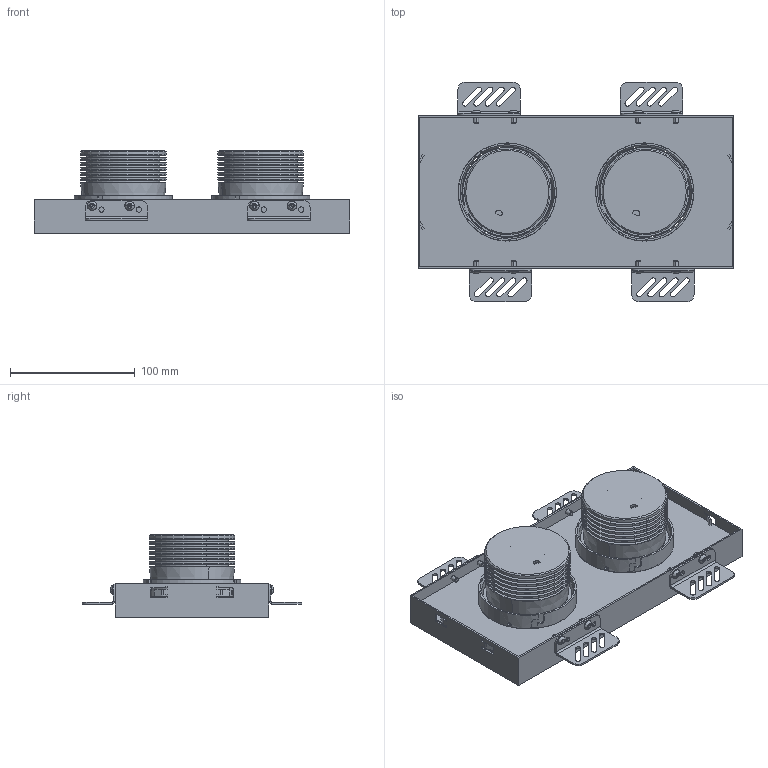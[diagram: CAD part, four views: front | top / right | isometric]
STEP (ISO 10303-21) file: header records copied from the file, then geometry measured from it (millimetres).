
FILE_DESCRIPTION (( 'STEP AP214' ), '1' );
FILE_NAME ('DOTs2 EDGELESS ASSEMBLY PUBLIC.STEP', '2023-11-16T11:04:28', ( '' ), ( '' ), 'SwSTEP 2.0', 'SolidWorks 2018', '' );
FILE_SCHEMA (( 'AUTOMOTIVE_DESIGN' ));
Length unit declared in the file: millimetre
Products named in the file (1): DOTs2 EDGELESS ASSEMBLY PUBLIC
Bounding box: 253 x 176 x 66.1 mm (x, y, z)
Volume: 347350.5 mm3; surface area: 192635.4 mm2
Topology: 18 solids, 28 shells, 971 faces, 2351 edges, 1462 vertices
Faces by surface type: plane 428, cylinder 367, torus 84, cone 70, sphere 16, bspline 6
Entity records: 40127 total; most frequent: CARTESIAN_POINT 6063, DIRECTION 5215, ORIENTED_EDGE 4654, EDGE_CURVE 2327, AXIS2_PLACEMENT_3D 2014, VERTEX_POINT 1462, VECTOR 1187, LINE 1187
